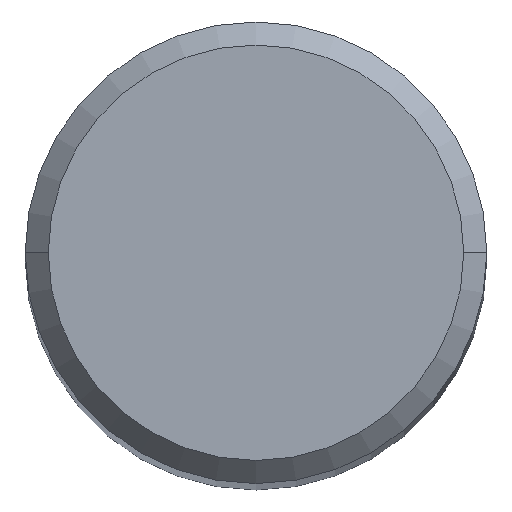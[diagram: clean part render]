
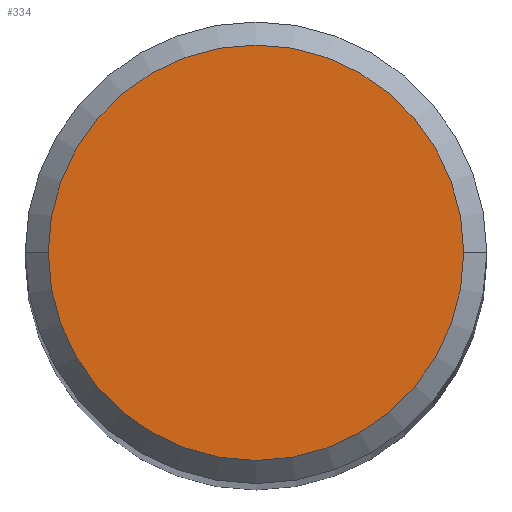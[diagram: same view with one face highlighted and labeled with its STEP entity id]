
A CAD part, top view. The second image highlights one B-rep face of the part: STEP entity #334.
In plain terms, the highlighted planar face has unit normal (0, 0, 1).
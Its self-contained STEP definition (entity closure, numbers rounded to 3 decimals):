
#137=CARTESIAN_POINT('',(0.,0.,32.));
#138=DIRECTION('',(0.,0.,1.));
#139=DIRECTION('',(-1.,0.,0.));
#140=AXIS2_PLACEMENT_3D('',#137,#138,#139);
#145=CARTESIAN_POINT('',(0.,0.,32.));
#146=DIRECTION('',(0.,0.,1.));
#147=DIRECTION('',(1.,0.,0.));
#148=AXIS2_PLACEMENT_3D('',#145,#146,#147);
#204=CARTESIAN_POINT('',(-1.8,0.,32.));
#205=CARTESIAN_POINT('',(1.8,0.,32.));
#206=VERTEX_POINT('',#204);
#207=VERTEX_POINT('',#205);
#324=CARTESIAN_POINT('',(0.,0.,32.));
#325=DIRECTION('',(0.,0.,1.));
#326=DIRECTION('',(-1.,0.,0.));
#327=AXIS2_PLACEMENT_3D('',#324,#325,#326);
#328=PLANE('',#327);
#330=ORIENTED_EDGE('',*,*,#329,.F.);
#331=ORIENTED_EDGE('',*,*,#314,.F.);
#332=EDGE_LOOP('',(#330,#331));
#333=FACE_OUTER_BOUND('',#332,.F.);
#334=ADVANCED_FACE('',(#333),#328,.T.);
#141=CIRCLE('',#140,1.8);
#149=CIRCLE('',#148,1.8);
#314=EDGE_CURVE('',#207,#206,#149,.T.);
#329=EDGE_CURVE('',#206,#207,#141,.T.);
